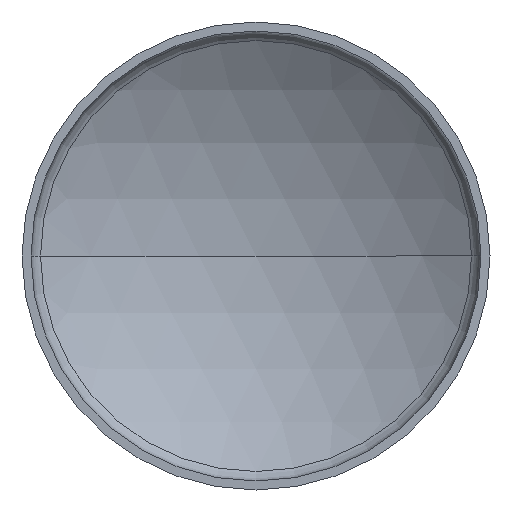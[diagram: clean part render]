
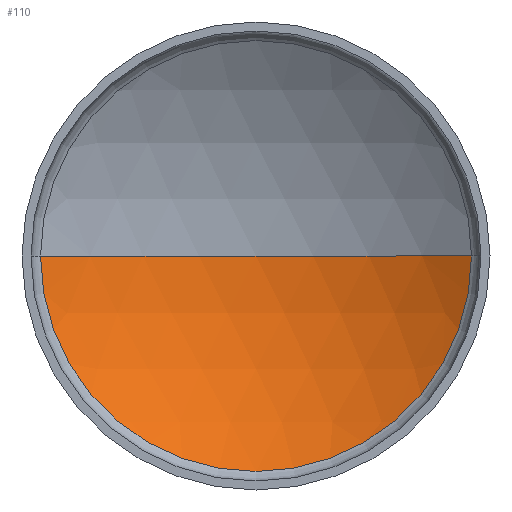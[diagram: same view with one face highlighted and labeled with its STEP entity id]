
A CAD part, front view. The second image highlights one B-rep face of the part: STEP entity #110.
In plain terms, the highlighted spherical face has radius 83 mm.
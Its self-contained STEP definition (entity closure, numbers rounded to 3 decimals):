
#13 = DIRECTION ( 'NONE',  ( 0., 0., -1. ) ) ;
#22 = AXIS2_PLACEMENT_3D ( 'NONE', #363, #331, #210 ) ;
#30 = DIRECTION ( 'NONE',  ( 1., 0., 0. ) ) ;
#62 = CARTESIAN_POINT ( 'NONE',  ( 0., -55., 0. ) ) ;
#84 = ORIENTED_EDGE ( 'NONE', *, *, #348, .T. ) ;
#85 = EDGE_CURVE ( 'NONE', #406, #96, #247, .T. ) ;
#96 = VERTEX_POINT ( 'NONE', #388 ) ;
#106 = SPHERICAL_SURFACE ( 'NONE', #265, 83. ) ;
#110 = ADVANCED_FACE ( 'NONE', ( #139 ), #106, .F. ) ;
#124 = ORIENTED_EDGE ( 'NONE', *, *, #185, .F. ) ;
#134 = CIRCLE ( 'NONE', #154, 83. ) ;
#137 = DIRECTION ( 'NONE',  ( -1., 0., 0. ) ) ;
#139 = FACE_OUTER_BOUND ( 'NONE', #345, .T. ) ;
#148 = CIRCLE ( 'NONE', #369, 83. ) ;
#154 = AXIS2_PLACEMENT_3D ( 'NONE', #62, #407, #30 ) ;
#160 = CARTESIAN_POINT ( 'NONE',  ( 0., 28., 0. ) ) ;
#177 = DIRECTION ( 'NONE',  ( -1., 0., 0. ) ) ;
#185 = EDGE_CURVE ( 'NONE', #96, #403, #148, .T. ) ;
#210 = DIRECTION ( 'NONE',  ( -1., 0., 0. ) ) ;
#247 = CIRCLE ( 'NONE', #22, 47.885 ) ;
#249 = ORIENTED_EDGE ( 'NONE', *, *, #85, .F. ) ;
#265 = AXIS2_PLACEMENT_3D ( 'NONE', #274, #275, #137 ) ;
#274 = CARTESIAN_POINT ( 'NONE',  ( 0., -55., 0. ) ) ;
#275 = DIRECTION ( 'NONE',  ( 0., 0., 1. ) ) ;
#331 = DIRECTION ( 'NONE',  ( 0., 1., 0. ) ) ;
#333 = CARTESIAN_POINT ( 'NONE',  ( 0., -55., 0. ) ) ;
#344 = CARTESIAN_POINT ( 'NONE',  ( 47.885, 12.794, 0. ) ) ;
#345 = EDGE_LOOP ( 'NONE', ( #249, #84, #124 ) ) ;
#348 = EDGE_CURVE ( 'NONE', #406, #403, #134, .T. ) ;
#363 = CARTESIAN_POINT ( 'NONE',  ( 0., 12.794, 0. ) ) ;
#369 = AXIS2_PLACEMENT_3D ( 'NONE', #333, #13, #177 ) ;
#388 = CARTESIAN_POINT ( 'NONE',  ( -47.885, 12.794, 0. ) ) ;
#403 = VERTEX_POINT ( 'NONE', #160 ) ;
#406 = VERTEX_POINT ( 'NONE', #344 ) ;
#407 = DIRECTION ( 'NONE',  ( 0., 0., 1. ) ) ;
